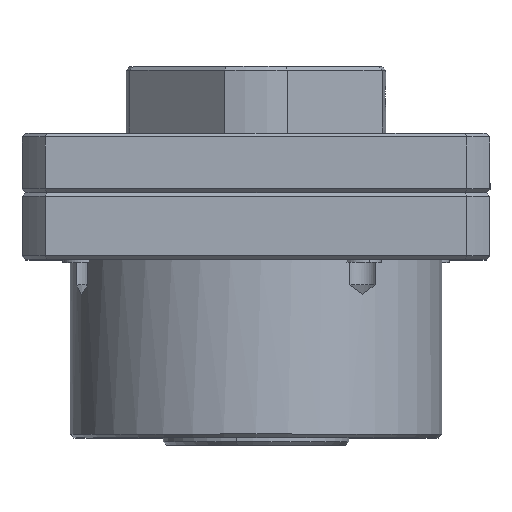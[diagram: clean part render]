
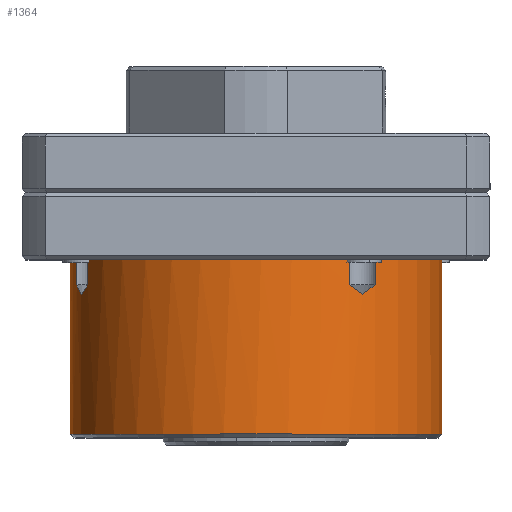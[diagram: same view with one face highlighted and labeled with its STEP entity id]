
A CAD part, top view. The second image highlights one B-rep face of the part: STEP entity #1364.
In plain terms, the highlighted cylindrical face has radius 25 mm (diameter 50 mm), a partial arc.
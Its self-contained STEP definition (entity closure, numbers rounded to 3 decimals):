
#9 = VERTEX_POINT ( 'NONE', #5813 ) ;
#79 = CARTESIAN_POINT ( 'NONE',  ( -23.737, 19.739, 7.877 ) ) ;
#91 = DIRECTION ( 'NONE',  ( 1., 0., 0. ) ) ;
#150 = DIRECTION ( 'NONE',  ( 0., 1., 0. ) ) ;
#153 = CARTESIAN_POINT ( 'NONE',  ( 16.046, 24., 19.171 ) ) ;
#159 = EDGE_CURVE ( 'NONE', #2074, #5893, #7366, .T. ) ;
#197 = CARTESIAN_POINT ( 'NONE',  ( 13.753, 19.739, 20.89 ) ) ;
#304 = CYLINDRICAL_SURFACE ( 'NONE', #7718, 25. ) ;
#406 = VERTEX_POINT ( 'NONE', #7656 ) ;
#442 = CARTESIAN_POINT ( 'NONE',  ( -24.14, 20.6, 6.5 ) ) ;
#616 = ORIENTED_EDGE ( 'NONE', *, *, #159, .F. ) ;
#703 = CARTESIAN_POINT ( 'NONE',  ( 16.046, 26.8, 19.171 ) ) ;
#725 = ORIENTED_EDGE ( 'NONE', *, *, #4550, .F. ) ;
#739 = AXIS2_PLACEMENT_3D ( 'NONE', #7617, #3843, #91 ) ;
#805 = CARTESIAN_POINT ( 'NONE',  ( 13.147, 20.17, 21.276 ) ) ;
#902 = EDGE_CURVE ( 'NONE', #4712, #1994, #1174, .T. ) ;
#943 = CARTESIAN_POINT ( 'NONE',  ( -22.671, 20.6, 10.537 ) ) ;
#946 = CARTESIAN_POINT ( 'NONE',  ( 12.527, 20.6, 21.635 ) ) ;
#1174 = LINE ( 'NONE', #703, #5977 ) ;
#1194 = EDGE_CURVE ( 'NONE', #5905, #4712, #7912, .T. ) ;
#1253 = AXIS2_PLACEMENT_3D ( 'NONE', #1873, #1843, #1797 ) ;
#1322 = CARTESIAN_POINT ( 'NONE',  ( -24.14, 20.6, 6.5 ) ) ;
#1364 = ADVANCED_FACE ( 'NONE', ( #2551 ), #304, .T. ) ;
#1398 = B_SPLINE_CURVE_WITH_KNOTS ( 'NONE', 3,
 ( #4308, #4924, #2450, #6825 ),
 .UNSPECIFIED., .F., .F.,
 ( 4, 4 ),
 ( 0., 0.003 ),
 .UNSPECIFIED. ) ;
#1655 = B_SPLINE_CURVE_WITH_KNOTS ( 'NONE', 3,
 ( #1322, #5051, #79, #4467 ),
 .UNSPECIFIED., .F., .F.,
 ( 4, 4 ),
 ( 0.002, 0.004 ),
 .UNSPECIFIED. ) ;
#1789 = ORIENTED_EDGE ( 'NONE', *, *, #5329, .T. ) ;
#1797 = DIRECTION ( 'NONE',  ( 1., 0., 0. ) ) ;
#1843 = DIRECTION ( 'NONE',  ( 0., -1., 0. ) ) ;
#1873 = CARTESIAN_POINT ( 'NONE',  ( 0., 24., 0. ) ) ;
#1881 = EDGE_CURVE ( 'NONE', #7278, #5905, #5548, .T. ) ;
#1901 = CARTESIAN_POINT ( 'NONE',  ( -24.14, 26.8, 6.5 ) ) ;
#1977 = DIRECTION ( 'NONE',  ( 0., -1., 0. ) ) ;
#1994 = VERTEX_POINT ( 'NONE', #153 ) ;
#2002 = VERTEX_POINT ( 'NONE', #5845 ) ;
#2040 = DIRECTION ( 'NONE',  ( 0., -1., 0. ) ) ;
#2074 = VERTEX_POINT ( 'NONE', #7375 ) ;
#2303 = ORIENTED_EDGE ( 'NONE', *, *, #2694, .F. ) ;
#2338 = VECTOR ( 'NONE', #7346, 1000. ) ;
#2440 = VECTOR ( 'NONE', #3573, 1000. ) ;
#2450 = CARTESIAN_POINT ( 'NONE',  ( -22.973, 20.17, 9.888 ) ) ;
#2452 = CARTESIAN_POINT ( 'NONE',  ( 25., 0., 0. ) ) ;
#2489 = DIRECTION ( 'NONE',  ( 0., -1., 0. ) ) ;
#2551 = FACE_OUTER_BOUND ( 'NONE', #4899, .T. ) ;
#2587 = AXIS2_PLACEMENT_3D ( 'NONE', #5704, #1977, #6348 ) ;
#2675 = VERTEX_POINT ( 'NONE', #2704 ) ;
#2694 = EDGE_CURVE ( 'NONE', #6388, #6692, #4422, .T. ) ;
#2704 = CARTESIAN_POINT ( 'NONE',  ( -22.671, 24., 10.537 ) ) ;
#2782 = VECTOR ( 'NONE', #2489, 1000. ) ;
#2914 = CARTESIAN_POINT ( 'NONE',  ( -22.671, 26.8, 10.537 ) ) ;
#2932 = DIRECTION ( 'NONE',  ( 0., -1., 0. ) ) ;
#3184 = CARTESIAN_POINT ( 'NONE',  ( 16.046, 20.6, 19.171 ) ) ;
#3230 = CIRCLE ( 'NONE', #1253, 25. ) ;
#3253 = ORIENTED_EDGE ( 'NONE', *, *, #1194, .F. ) ;
#3372 = EDGE_CURVE ( 'NONE', #2074, #3947, #3230, .T. ) ;
#3459 = ORIENTED_EDGE ( 'NONE', *, *, #1881, .F. ) ;
#3474 = CARTESIAN_POINT ( 'NONE',  ( 15.496, 20.17, 19.631 ) ) ;
#3573 = DIRECTION ( 'NONE',  ( 0., 1., 0. ) ) ;
#3582 = CARTESIAN_POINT ( 'NONE',  ( 12.527, 26.8, 21.635 ) ) ;
#3592 = LINE ( 'NONE', #3582, #2338 ) ;
#3843 = DIRECTION ( 'NONE',  ( 0., -1., 0. ) ) ;
#3859 = ORIENTED_EDGE ( 'NONE', *, *, #5624, .T. ) ;
#3941 = CARTESIAN_POINT ( 'NONE',  ( 14.927, 19.739, 20.067 ) ) ;
#3947 = VERTEX_POINT ( 'NONE', #4248 ) ;
#4028 = CARTESIAN_POINT ( 'NONE',  ( 14.339, 19.308, 20.479 ) ) ;
#4048 = VECTOR ( 'NONE', #2040, 1000. ) ;
#4139 = DIRECTION ( 'NONE',  ( 1., 0., 0. ) ) ;
#4248 = CARTESIAN_POINT ( 'NONE',  ( -25., 24., 0. ) ) ;
#4283 = DIRECTION ( 'NONE',  ( 1., 0., 0. ) ) ;
#4301 = DIRECTION ( 'NONE',  ( 0., 1., 0. ) ) ;
#4308 = CARTESIAN_POINT ( 'NONE',  ( -23.492, 19.308, 8.551 ) ) ;
#4313 = CARTESIAN_POINT ( 'NONE',  ( 0., 0.5, 0. ) ) ;
#4422 = LINE ( 'NONE', #2452, #2782 ) ;
#4442 = VERTEX_POINT ( 'NONE', #943 ) ;
#4467 = CARTESIAN_POINT ( 'NONE',  ( -23.492, 19.308, 8.551 ) ) ;
#4550 = EDGE_CURVE ( 'NONE', #4442, #2675, #5964, .T. ) ;
#4586 = VECTOR ( 'NONE', #2932, 1000. ) ;
#4626 = CARTESIAN_POINT ( 'NONE',  ( 25., 0.5, 0. ) ) ;
#4712 = VERTEX_POINT ( 'NONE', #5606 ) ;
#4765 = LINE ( 'NONE', #5408, #4586 ) ;
#4816 = CARTESIAN_POINT ( 'NONE',  ( 14.339, 19.308, 20.479 ) ) ;
#4899 = EDGE_LOOP ( 'NONE', ( #7873, #6999, #1789, #2303, #6268, #5303, #3253, #3459, #4987, #3859, #725, #7221, #7971, #616 ) ) ;
#4924 = CARTESIAN_POINT ( 'NONE',  ( -23.247, 19.739, 9.224 ) ) ;
#4987 = ORIENTED_EDGE ( 'NONE', *, *, #5926, .F. ) ;
#5051 = CARTESIAN_POINT ( 'NONE',  ( -23.954, 20.17, 7.192 ) ) ;
#5052 = CIRCLE ( 'NONE', #2587, 25. ) ;
#5303 = ORIENTED_EDGE ( 'NONE', *, *, #902, .F. ) ;
#5329 = EDGE_CURVE ( 'NONE', #9, #6692, #7949, .T. ) ;
#5408 = CARTESIAN_POINT ( 'NONE',  ( -25., 0., 0. ) ) ;
#5534 = CIRCLE ( 'NONE', #739, 25. ) ;
#5548 = B_SPLINE_CURVE_WITH_KNOTS ( 'NONE', 3,
 ( #946, #805, #197, #7875 ),
 .UNSPECIFIED., .F., .F.,
 ( 4, 4 ),
 ( 0.002, 0.004 ),
 .UNSPECIFIED. ) ;
#5606 = CARTESIAN_POINT ( 'NONE',  ( 16.046, 20.6, 19.171 ) ) ;
#5624 = EDGE_CURVE ( 'NONE', #406, #2675, #5534, .T. ) ;
#5704 = CARTESIAN_POINT ( 'NONE',  ( 0., 24., 0. ) ) ;
#5813 = CARTESIAN_POINT ( 'NONE',  ( -25., 0.5, 0. ) ) ;
#5845 = CARTESIAN_POINT ( 'NONE',  ( -23.492, 19.308, 8.551 ) ) ;
#5893 = VERTEX_POINT ( 'NONE', #442 ) ;
#5905 = VERTEX_POINT ( 'NONE', #4816 ) ;
#5926 = EDGE_CURVE ( 'NONE', #406, #7278, #3592, .T. ) ;
#5964 = LINE ( 'NONE', #2914, #2440 ) ;
#5977 = VECTOR ( 'NONE', #150, 1000. ) ;
#6009 = CARTESIAN_POINT ( 'NONE',  ( 25., 24., 0. ) ) ;
#6149 = EDGE_CURVE ( 'NONE', #5893, #2002, #1655, .T. ) ;
#6268 = ORIENTED_EDGE ( 'NONE', *, *, #7329, .T. ) ;
#6348 = DIRECTION ( 'NONE',  ( 1., 0., 0. ) ) ;
#6388 = VERTEX_POINT ( 'NONE', #6009 ) ;
#6432 = EDGE_CURVE ( 'NONE', #2002, #4442, #1398, .T. ) ;
#6511 = AXIS2_PLACEMENT_3D ( 'NONE', #4313, #4301, #4283 ) ;
#6692 = VERTEX_POINT ( 'NONE', #4626 ) ;
#6825 = CARTESIAN_POINT ( 'NONE',  ( -22.671, 20.6, 10.537 ) ) ;
#6999 = ORIENTED_EDGE ( 'NONE', *, *, #7610, .T. ) ;
#7221 = ORIENTED_EDGE ( 'NONE', *, *, #6432, .F. ) ;
#7262 = CARTESIAN_POINT ( 'NONE',  ( 0., 0., 0. ) ) ;
#7278 = VERTEX_POINT ( 'NONE', #7530 ) ;
#7329 = EDGE_CURVE ( 'NONE', #6388, #1994, #5052, .T. ) ;
#7346 = DIRECTION ( 'NONE',  ( 0., -1., 0. ) ) ;
#7361 = DIRECTION ( 'NONE',  ( 0., -1., 0. ) ) ;
#7366 = LINE ( 'NONE', #1901, #4048 ) ;
#7375 = CARTESIAN_POINT ( 'NONE',  ( -24.14, 24., 6.5 ) ) ;
#7530 = CARTESIAN_POINT ( 'NONE',  ( 12.527, 20.6, 21.635 ) ) ;
#7610 = EDGE_CURVE ( 'NONE', #3947, #9, #4765, .T. ) ;
#7617 = CARTESIAN_POINT ( 'NONE',  ( 0., 24., 0. ) ) ;
#7656 = CARTESIAN_POINT ( 'NONE',  ( 12.527, 24., 21.635 ) ) ;
#7718 = AXIS2_PLACEMENT_3D ( 'NONE', #7262, #7361, #4139 ) ;
#7873 = ORIENTED_EDGE ( 'NONE', *, *, #3372, .T. ) ;
#7875 = CARTESIAN_POINT ( 'NONE',  ( 14.339, 19.308, 20.479 ) ) ;
#7912 = B_SPLINE_CURVE_WITH_KNOTS ( 'NONE', 3,
 ( #4028, #3941, #3474, #3184 ),
 .UNSPECIFIED., .F., .F.,
 ( 4, 4 ),
 ( 0., 0.003 ),
 .UNSPECIFIED. ) ;
#7949 = CIRCLE ( 'NONE', #6511, 25. ) ;
#7971 = ORIENTED_EDGE ( 'NONE', *, *, #6149, .F. ) ;
